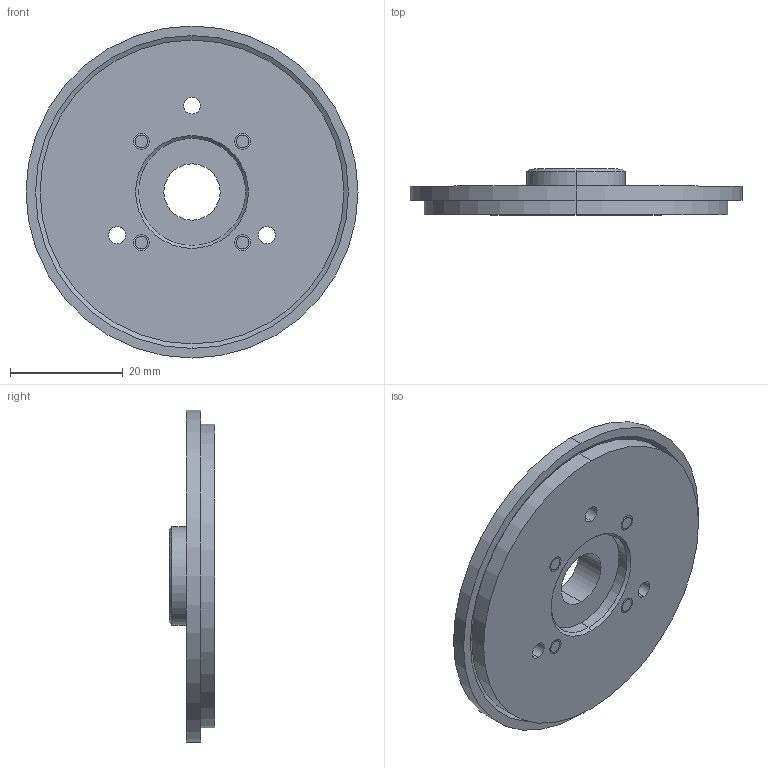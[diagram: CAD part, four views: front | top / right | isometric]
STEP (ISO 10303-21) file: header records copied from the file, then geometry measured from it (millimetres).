
FILE_DESCRIPTION (( 'STEP AP214' ), '1' );
FILE_NAME ('F-7D.STEP', '2020-03-03T20:58:40', ( '' ), ( '' ), 'SwSTEP 2.0', 'SolidWorks 2017', '' );
FILE_SCHEMA (( 'AUTOMOTIVE_DESIGN' ));
Length unit declared in the file: inch
Products named in the file (1): F-7D
Bounding box: 59 x 8.13 x 59 mm (x, y, z)
Volume: 12103 mm3; surface area: 7320.3 mm2
Topology: 5 solids, 5 shells, 62 faces, 130 edges, 84 vertices
Faces by surface type: cylinder 38, plane 16, cone 8
Entity records: 1810 total; most frequent: DIRECTION 340, CARTESIAN_POINT 277, ORIENTED_EDGE 260, AXIS2_PLACEMENT_3D 147, EDGE_CURVE 130, VERTEX_POINT 84, CIRCLE 84, EDGE_LOOP 84
